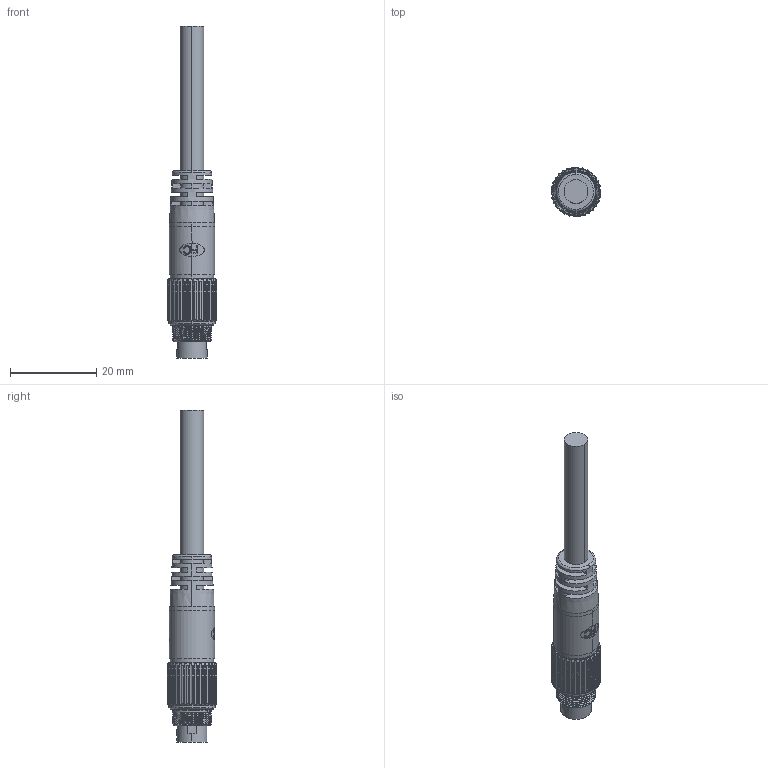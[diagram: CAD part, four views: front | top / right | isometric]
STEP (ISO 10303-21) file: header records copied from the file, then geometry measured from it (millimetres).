
FILE_DESCRIPTION (( 'STEP AP203' ), '1' );
FILE_NAME ('P66.STEP', '2020-03-30T08:30:06', ( 'edpusr' ), ( 'Microsoft' ), 'SwSTEP 2.0', 'SolidWorks 2015', '' );
FILE_SCHEMA (( 'CONFIG_CONTROL_DESIGN' ));
Length unit declared in the file: millimetre
Products named in the file (1): P66
Bounding box: 11.5 x 11.49 x 76.8 mm (x, y, z)
Volume: 3880.3 mm3; surface area: 3032.6 mm2
Topology: 1 solids, 1 shells, 325 faces, 902 edges, 594 vertices
Faces by surface type: plane 143, cylinder 129, bspline 35, cone 18
Entity records: 15993 total; most frequent: CARTESIAN_POINT 8093, ORIENTED_EDGE 1784, DIRECTION 1457, EDGE_CURVE 892, VERTEX_POINT 594, AXIS2_PLACEMENT_3D 561, EDGE_LOOP 350, VECTOR 335
